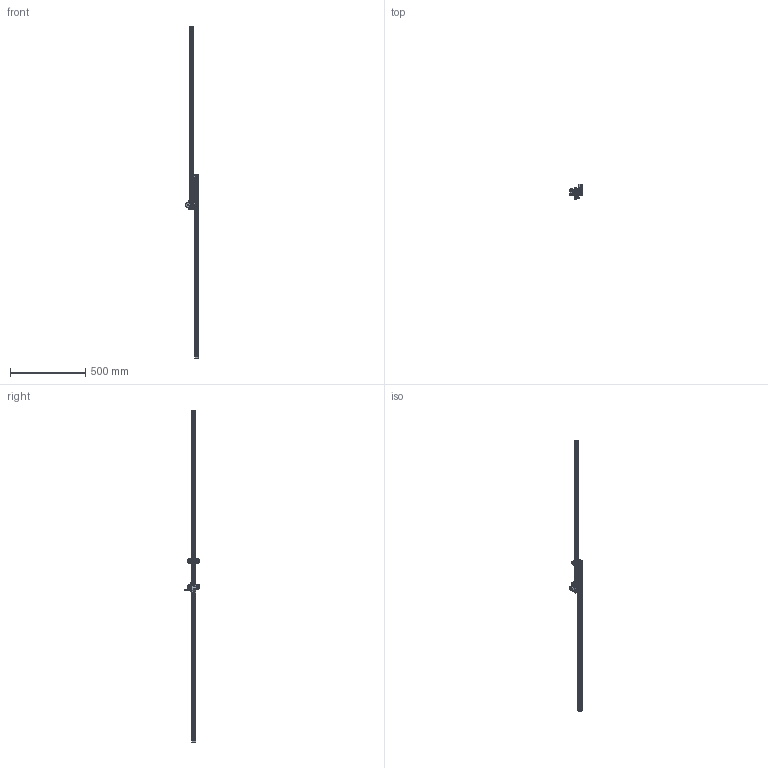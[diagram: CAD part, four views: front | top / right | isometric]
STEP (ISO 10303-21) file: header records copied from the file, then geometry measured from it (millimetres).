
FILE_DESCRIPTION (( 'STEP AP203' ), '1' );
FILE_NAME ('REV-25-1245.STEP', '2018-01-10T15:55:50', ( '' ), ( '' ), 'SwSTEP 2.0', 'SolidWorks 2017', '' );
FILE_SCHEMA (( 'CONFIG_CONTROL_DESIGN' ));
Length unit declared in the file: millimetre
Products named in the file (24): 10-32 Slim Nylock Nut; REV-21-1203; 10-32 0.5 inch Long countersunk flat head with Nut Assembly; Simple Lift 1st Stage; REV-21-1031 Preloaded Assembly; REV-25-1245; REV-29-1014; 10-32 0.375 inch Long; socket button head cap screw_ai_SBHCSCREW 0.25-20x1.125-HX-N; REV-21-1202-2; REV-21-1032; #10-32 0.5 Inch Flat-head Socket Cap Screw; REV-21-1030; 10-32 0.375 inch Long with Nut Assembly; Bearing block; 10-32 0.5 inch Long; Simple Lift Vertical; REV-21-1000; REV-21-1203 Preload 2 Screws Assembly; REV-21-1031; REV-21-1029; Steel Split Lock Washer  0.375 inch Size; 10-32 0.5 inch Long with Nut Assembly; 93985A309_TYPE 416 SS TIGHT-TOLERANCE SHOULDER SCREW_93985A309
Assembly tree (37 placements, depth 5):
  REV-25-1245
    Simple Lift 1st Stage
      REV-21-1000
      REV-21-1031 Preloaded Assembly
        REV-21-1031
        93985A309_TYPE 416 SS TIGHT-TOLERANCE SHOULDER SCREW_93985A309
        REV-29-1014
        Steel Split Lock Washer  0.375 inch Size  x2
        10-32 0.5 inch Long with Nut Assembly  x2
          10-32 0.5 inch Long
          10-32 Slim Nylock Nut
      REV-21-1202-2
      #10-32 0.5 Inch Flat-head Socket Cap Screw
      10-32 0.375 inch Long with Nut Assembly  x2
        10-32 0.375 inch Long
        10-32 Slim Nylock Nut
    Simple Lift Vertical
      REV-21-1000
      Bearing block  x2
        REV-21-1032
        REV-21-1029
        REV-21-1030
        REV-29-1014
        socket button head cap screw_ai_SBHCSCREW 0.25-20x1.125-HX-N
        10-32 0.5 inch Long countersunk flat head with Nut Assembly
          #10-32 0.5 Inch Flat-head Socket Cap Screw
          10-32 Slim Nylock Nut
      REV-21-1203 Preload 2 Screws Assembly
        REV-21-1203
        10-32 0.5 inch Long with Nut Assembly  x2
          10-32 0.5 inch Long
          10-32 Slim Nylock Nut
Bounding box: 88.66 x 104.66 x 2208.2 mm (x, y, z)
Volume: 711506 mm3; surface area: 648458.2 mm2
Topology: 44 solids, 44 shells, 1502 faces, 3745 edges, 2364 vertices
Faces by surface type: plane 626, cylinder 500, cone 289, torus 52, bspline 27, sphere 8
Entity records: 28094 total; most frequent: CARTESIAN_POINT 6917, DIRECTION 3868, ORIENTED_EDGE 3854, EDGE_CURVE 1927, AXIS2_PLACEMENT_3D 1399, VERTEX_POINT 1235, VECTOR 1070, LINE 1070
